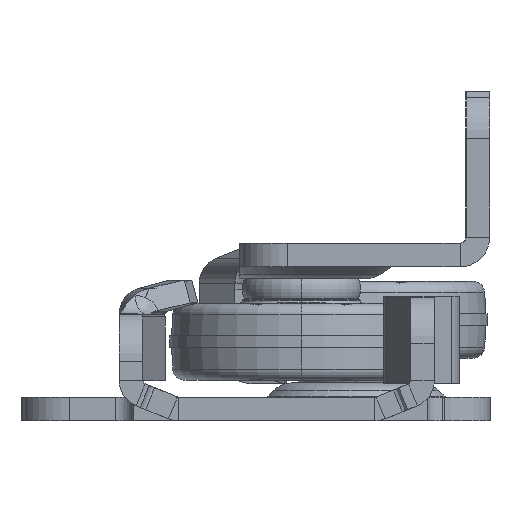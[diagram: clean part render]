
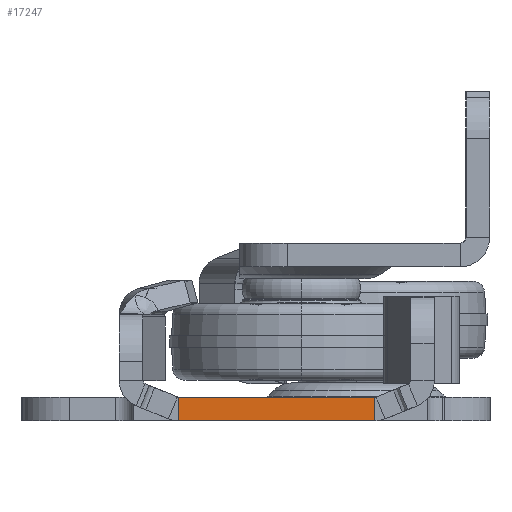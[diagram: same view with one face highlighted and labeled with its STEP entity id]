
A CAD part, left-side view. The second image highlights one B-rep face of the part: STEP entity #17247.
In plain terms, the highlighted planar face has unit normal (-1, 0, 0).
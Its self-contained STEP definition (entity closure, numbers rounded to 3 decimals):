
#115 = VERTEX_POINT ( 'NONE', #16336 ) ;
#385 = LINE ( 'NONE', #15267, #7764 ) ;
#2101 = DIRECTION ( 'NONE',  ( 0., 1., 0. ) ) ;
#2210 = ORIENTED_EDGE ( 'NONE', *, *, #11086, .T. ) ;
#2211 = VECTOR ( 'NONE', #14153, 1000. ) ;
#3997 = DIRECTION ( 'NONE',  ( 0., 1., 0. ) ) ;
#4278 = VERTEX_POINT ( 'NONE', #7575 ) ;
#4907 = ORIENTED_EDGE ( 'NONE', *, *, #8224, .F. ) ;
#5108 = VECTOR ( 'NONE', #3997, 1000. ) ;
#5399 = CARTESIAN_POINT ( 'NONE',  ( -699.5, -11.5, 2. ) ) ;
#6881 = FACE_OUTER_BOUND ( 'NONE', #9433, .T. ) ;
#7575 = CARTESIAN_POINT ( 'NONE',  ( -699.5, 7.022, 0. ) ) ;
#7764 = VECTOR ( 'NONE', #2101, 1000. ) ;
#8224 = EDGE_CURVE ( 'NONE', #11276, #4278, #10610, .T. ) ;
#9215 = CARTESIAN_POINT ( 'NONE',  ( -699.5, -9.522, 2. ) ) ;
#9433 = EDGE_LOOP ( 'NONE', ( #13874, #2210, #15231, #4907 ) ) ;
#9703 = DIRECTION ( 'NONE',  ( -1., 0., 0. ) ) ;
#9977 = DIRECTION ( 'NONE',  ( 0., 0., 1. ) ) ;
#10007 = EDGE_CURVE ( 'NONE', #4278, #115, #11323, .T. ) ;
#10610 = LINE ( 'NONE', #16020, #5108 ) ;
#11086 = EDGE_CURVE ( 'NONE', #16289, #115, #385, .T. ) ;
#11127 = DIRECTION ( 'NONE',  ( 0., 1., 0. ) ) ;
#11276 = VERTEX_POINT ( 'NONE', #14648 ) ;
#11323 = LINE ( 'NONE', #16738, #14643 ) ;
#12342 = PLANE ( 'NONE',  #17286 ) ;
#13874 = ORIENTED_EDGE ( 'NONE', *, *, #17144, .F. ) ;
#14153 = DIRECTION ( 'NONE',  ( 0., 0., -1. ) ) ;
#14643 = VECTOR ( 'NONE', #9977, 1000. ) ;
#14648 = CARTESIAN_POINT ( 'NONE',  ( -699.5, -9.522, 0. ) ) ;
#15231 = ORIENTED_EDGE ( 'NONE', *, *, #10007, .F. ) ;
#15267 = CARTESIAN_POINT ( 'NONE',  ( -699.5, -11.5, 2. ) ) ;
#15493 = CARTESIAN_POINT ( 'NONE',  ( -699.5, -9.522, 2. ) ) ;
#16020 = CARTESIAN_POINT ( 'NONE',  ( -699.5, -21.25, 0. ) ) ;
#16289 = VERTEX_POINT ( 'NONE', #9215 ) ;
#16336 = CARTESIAN_POINT ( 'NONE',  ( -699.5, 7.022, 2. ) ) ;
#16738 = CARTESIAN_POINT ( 'NONE',  ( -699.5, 7.022, 2. ) ) ;
#17105 = LINE ( 'NONE', #15493, #2211 ) ;
#17144 = EDGE_CURVE ( 'NONE', #16289, #11276, #17105, .T. ) ;
#17247 = ADVANCED_FACE ( 'NONE', ( #6881 ), #12342, .T. ) ;
#17286 = AXIS2_PLACEMENT_3D ( 'NONE', #5399, #9703, #11127 ) ;
